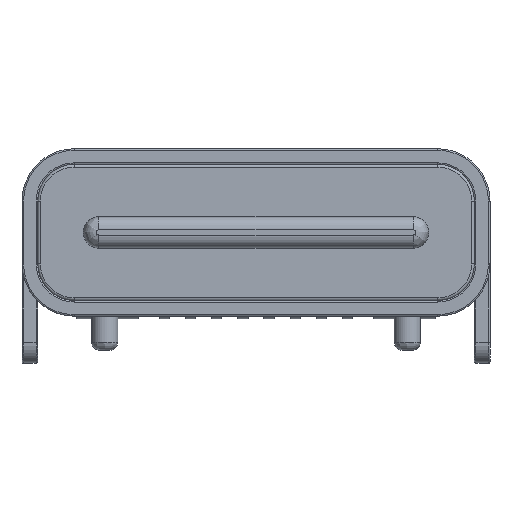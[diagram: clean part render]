
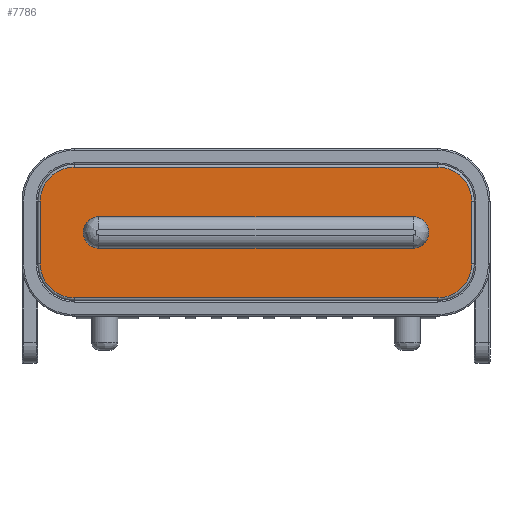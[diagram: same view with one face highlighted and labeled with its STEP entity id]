
A CAD part, front view. The second image highlights one B-rep face of the part: STEP entity #7786.
In plain terms, the highlighted planar face has unit normal (0, -1, 0).
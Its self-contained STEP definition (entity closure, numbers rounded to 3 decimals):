
#425 = LINE ( 'NONE', #3514, #16671 ) ;
#598 = AXIS2_PLACEMENT_3D ( 'NONE', #9500, #19485, #7706 ) ;
#824 = VERTEX_POINT ( 'NONE', #7043 ) ;
#1077 = DIRECTION ( 'NONE',  ( 1., 0., 0. ) ) ;
#1370 = DIRECTION ( 'NONE',  ( 0., 0., 1. ) ) ;
#1588 = DIRECTION ( 'NONE',  ( 0., -1., 0. ) ) ;
#1698 = ORIENTED_EDGE ( 'NONE', *, *, #9139, .T. ) ;
#1966 = VERTEX_POINT ( 'NONE', #21578 ) ;
#2051 = ORIENTED_EDGE ( 'NONE', *, *, #13117, .T. ) ;
#2161 = DIRECTION ( 'NONE',  ( -1., 0., 0. ) ) ;
#2521 = ORIENTED_EDGE ( 'NONE', *, *, #16320, .T. ) ;
#2708 = AXIS2_PLACEMENT_3D ( 'NONE', #19027, #15480, #12269 ) ;
#3010 = EDGE_LOOP ( 'NONE', ( #2051, #5005, #7144, #2521, #1698, #13945, #18498, #19505 ) ) ;
#3354 = DIRECTION ( 'NONE',  ( 0., 0., 1. ) ) ;
#3453 = ORIENTED_EDGE ( 'NONE', *, *, #6084, .F. ) ;
#3514 = CARTESIAN_POINT ( 'NONE',  ( 3., -1.094, 1.8 ) ) ;
#3559 = LINE ( 'NONE', #18998, #5814 ) ;
#3633 = VERTEX_POINT ( 'NONE', #21930 ) ;
#3926 = CARTESIAN_POINT ( 'NONE',  ( 3., -1.094, 1.8 ) ) ;
#4384 = ORIENTED_EDGE ( 'NONE', *, *, #21572, .F. ) ;
#4991 = VECTOR ( 'NONE', #12827, 1000. ) ;
#5005 = ORIENTED_EDGE ( 'NONE', *, *, #8555, .T. ) ;
#5227 = EDGE_CURVE ( 'NONE', #9760, #19878, #9815, .T. ) ;
#5814 = VECTOR ( 'NONE', #10377, 1000. ) ;
#6084 = EDGE_CURVE ( 'NONE', #1966, #12390, #12439, .T. ) ;
#6111 = CARTESIAN_POINT ( 'NONE',  ( 4.12, -1.094, 2.1 ) ) ;
#6198 = VECTOR ( 'NONE', #1077, 1000. ) ;
#6604 = AXIS2_PLACEMENT_3D ( 'NONE', #13050, #21702, #1370 ) ;
#6636 = PLANE ( 'NONE',  #7898 ) ;
#6653 = AXIS2_PLACEMENT_3D ( 'NONE', #16704, #1588, #3354 ) ;
#6996 = CARTESIAN_POINT ( 'NONE',  ( -4.12, -1.094, 0.9 ) ) ;
#7043 = CARTESIAN_POINT ( 'NONE',  ( -4.12, -1.094, 2.1 ) ) ;
#7144 = ORIENTED_EDGE ( 'NONE', *, *, #5227, .T. ) ;
#7529 = DIRECTION ( 'NONE',  ( 0., 0., 1. ) ) ;
#7706 = DIRECTION ( 'NONE',  ( 0., 0., 1. ) ) ;
#7786 = ADVANCED_FACE ( 'NONE', ( #13551, #18614 ), #6636, .T. ) ;
#7842 = CARTESIAN_POINT ( 'NONE',  ( -3.47, -1.094, 2.1 ) ) ;
#7898 = AXIS2_PLACEMENT_3D ( 'NONE', #17058, #11966, #13320 ) ;
#7970 = LINE ( 'NONE', #9564, #11772 ) ;
#8555 = EDGE_CURVE ( 'NONE', #824, #9760, #3559, .T. ) ;
#8639 = DIRECTION ( 'NONE',  ( -1., 0., 0. ) ) ;
#9139 = EDGE_CURVE ( 'NONE', #12257, #12932, #21173, .T. ) ;
#9275 = EDGE_CURVE ( 'NONE', #19013, #11714, #17984, .T. ) ;
#9407 = CARTESIAN_POINT ( 'NONE',  ( -3., -1.094, 1.8 ) ) ;
#9500 = CARTESIAN_POINT ( 'NONE',  ( 3.47, -1.094, 2.1 ) ) ;
#9564 = CARTESIAN_POINT ( 'NONE',  ( 3.47, -1.094, 0.25 ) ) ;
#9760 = VERTEX_POINT ( 'NONE', #6996 ) ;
#9815 = CIRCLE ( 'NONE', #6604, 0.65 ) ;
#9844 = DIRECTION ( 'NONE',  ( 0., -1., 0. ) ) ;
#10377 = DIRECTION ( 'NONE',  ( 0., 0., -1. ) ) ;
#10986 = LINE ( 'NONE', #17728, #6198 ) ;
#11029 = ORIENTED_EDGE ( 'NONE', *, *, #17618, .F. ) ;
#11034 = EDGE_CURVE ( 'NONE', #12390, #12186, #425, .T. ) ;
#11370 = CARTESIAN_POINT ( 'NONE',  ( -3.47, -1.094, 0.25 ) ) ;
#11714 = VERTEX_POINT ( 'NONE', #13998 ) ;
#11761 = CARTESIAN_POINT ( 'NONE',  ( 4.12, -1.094, 0.9 ) ) ;
#11772 = VECTOR ( 'NONE', #14558, 1000. ) ;
#11966 = DIRECTION ( 'NONE',  ( 0., -1., 0. ) ) ;
#12000 = CARTESIAN_POINT ( 'NONE',  ( -3., -1.094, 1.2 ) ) ;
#12186 = VERTEX_POINT ( 'NONE', #9407 ) ;
#12257 = VERTEX_POINT ( 'NONE', #14311 ) ;
#12269 = DIRECTION ( 'NONE',  ( 0., 0., 1. ) ) ;
#12390 = VERTEX_POINT ( 'NONE', #3926 ) ;
#12439 = CIRCLE ( 'NONE', #20583, 0.3 ) ;
#12536 = EDGE_CURVE ( 'NONE', #12932, #19013, #21266, .T. ) ;
#12827 = DIRECTION ( 'NONE',  ( 0., 0., 1. ) ) ;
#12932 = VERTEX_POINT ( 'NONE', #11761 ) ;
#13050 = CARTESIAN_POINT ( 'NONE',  ( -3.47, -1.094, 0.9 ) ) ;
#13117 = EDGE_CURVE ( 'NONE', #3633, #824, #19071, .T. ) ;
#13320 = DIRECTION ( 'NONE',  ( -1., 0., 0. ) ) ;
#13412 = CIRCLE ( 'NONE', #6653, 0.3 ) ;
#13551 = FACE_OUTER_BOUND ( 'NONE', #3010, .T. ) ;
#13735 = CARTESIAN_POINT ( 'NONE',  ( 3.47, -1.094, 2.75 ) ) ;
#13945 = ORIENTED_EDGE ( 'NONE', *, *, #12536, .T. ) ;
#13998 = CARTESIAN_POINT ( 'NONE',  ( 3.47, -1.094, 2.75 ) ) ;
#14311 = CARTESIAN_POINT ( 'NONE',  ( 3.47, -1.094, 0.25 ) ) ;
#14558 = DIRECTION ( 'NONE',  ( 1., 0., 0. ) ) ;
#14632 = DIRECTION ( 'NONE',  ( 0., -1., 0. ) ) ;
#14834 = AXIS2_PLACEMENT_3D ( 'NONE', #7842, #14632, #7529 ) ;
#14945 = EDGE_LOOP ( 'NONE', ( #3453, #4384, #11029, #20868 ) ) ;
#15273 = LINE ( 'NONE', #13735, #21023 ) ;
#15312 = VERTEX_POINT ( 'NONE', #12000 ) ;
#15480 = DIRECTION ( 'NONE',  ( 0., -1., 0. ) ) ;
#16320 = EDGE_CURVE ( 'NONE', #19878, #12257, #7970, .T. ) ;
#16671 = VECTOR ( 'NONE', #8639, 1000. ) ;
#16704 = CARTESIAN_POINT ( 'NONE',  ( -3., -1.094, 1.5 ) ) ;
#16794 = EDGE_CURVE ( 'NONE', #11714, #3633, #15273, .T. ) ;
#17058 = CARTESIAN_POINT ( 'NONE',  ( 3.47, -1.094, 2.1 ) ) ;
#17569 = CARTESIAN_POINT ( 'NONE',  ( 4.12, -1.094, 2.1 ) ) ;
#17618 = EDGE_CURVE ( 'NONE', #12186, #15312, #13412, .T. ) ;
#17728 = CARTESIAN_POINT ( 'NONE',  ( 3., -1.094, 1.2 ) ) ;
#17984 = CIRCLE ( 'NONE', #598, 0.65 ) ;
#18486 = DIRECTION ( 'NONE',  ( 0., 0., 1. ) ) ;
#18498 = ORIENTED_EDGE ( 'NONE', *, *, #9275, .T. ) ;
#18614 = FACE_BOUND ( 'NONE', #14945, .T. ) ;
#18998 = CARTESIAN_POINT ( 'NONE',  ( -4.12, -1.094, 2.1 ) ) ;
#19013 = VERTEX_POINT ( 'NONE', #6111 ) ;
#19027 = CARTESIAN_POINT ( 'NONE',  ( 3.47, -1.094, 0.9 ) ) ;
#19071 = CIRCLE ( 'NONE', #14834, 0.65 ) ;
#19485 = DIRECTION ( 'NONE',  ( 0., -1., 0. ) ) ;
#19505 = ORIENTED_EDGE ( 'NONE', *, *, #16794, .T. ) ;
#19834 = CARTESIAN_POINT ( 'NONE',  ( 3., -1.094, 1.5 ) ) ;
#19878 = VERTEX_POINT ( 'NONE', #11370 ) ;
#20583 = AXIS2_PLACEMENT_3D ( 'NONE', #19834, #9844, #18486 ) ;
#20868 = ORIENTED_EDGE ( 'NONE', *, *, #11034, .F. ) ;
#21023 = VECTOR ( 'NONE', #2161, 1000. ) ;
#21173 = CIRCLE ( 'NONE', #2708, 0.65 ) ;
#21266 = LINE ( 'NONE', #17569, #4991 ) ;
#21572 = EDGE_CURVE ( 'NONE', #15312, #1966, #10986, .T. ) ;
#21578 = CARTESIAN_POINT ( 'NONE',  ( 3., -1.094, 1.2 ) ) ;
#21702 = DIRECTION ( 'NONE',  ( 0., -1., 0. ) ) ;
#21930 = CARTESIAN_POINT ( 'NONE',  ( -3.47, -1.094, 2.75 ) ) ;
